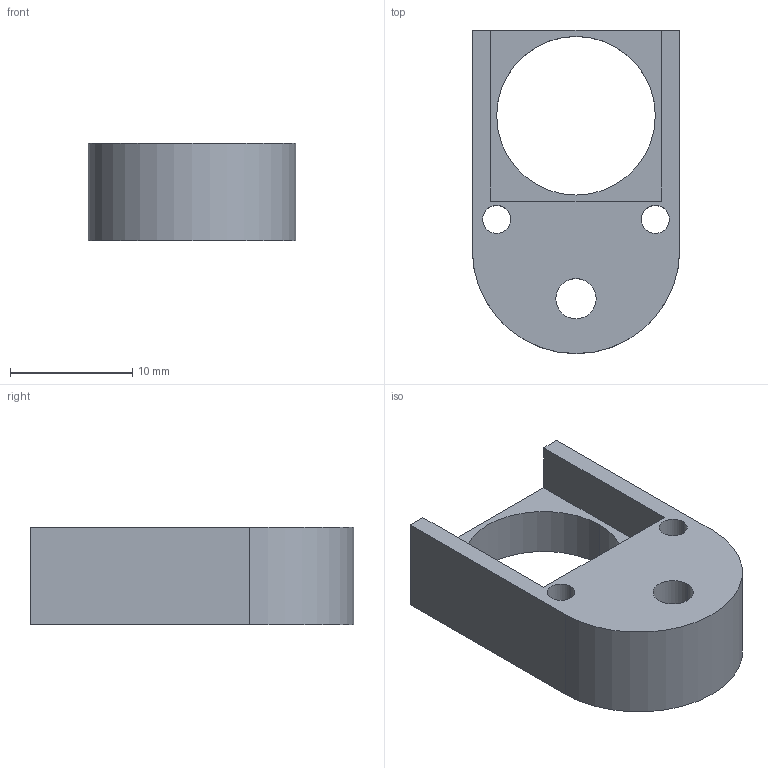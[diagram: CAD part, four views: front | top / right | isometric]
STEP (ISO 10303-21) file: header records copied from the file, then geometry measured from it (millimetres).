
FILE_DESCRIPTION (( 'STEP AP203' ), '1' );
FILE_NAME ('adaptador_elp_Défaut_sldprt.STEP', '2021-01-20T23:26:13', ( '' ), ( '' ), 'SwSTEP 2.0', 'SolidWorks 2020', '' );
FILE_SCHEMA (( 'CONFIG_CONTROL_DESIGN' ));
Length unit declared in the file: millimetre
Products named in the file (1): adaptador_elp_Défaut_sldprt
Bounding box: 17 x 26.5 x 8 mm (x, y, z)
Volume: 1906.1 mm3; surface area: 1651.3 mm2
Topology: 1 solids, 1 shells, 18 faces, 48 edges, 32 vertices
Faces by surface type: cylinder 9, plane 9
Entity records: 663 total; most frequent: DIRECTION 104, CARTESIAN_POINT 99, ORIENTED_EDGE 96, EDGE_CURVE 48, AXIS2_PLACEMENT_3D 37, VERTEX_POINT 32, VECTOR 30, LINE 30
